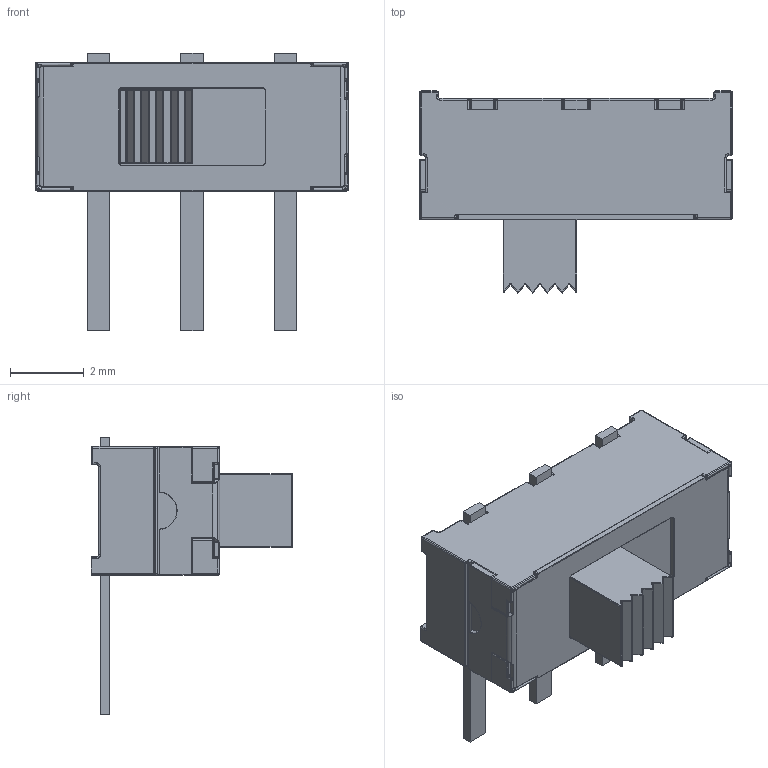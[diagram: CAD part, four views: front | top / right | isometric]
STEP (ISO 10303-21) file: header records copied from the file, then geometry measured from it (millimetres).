
FILE_DESCRIPTION (( 'STEP AP214' ), '1' );
FILE_NAME ('MHSS1105.STEP', '2022-11-07T23:00:13', ( '' ), ( '' ), 'SwSTEP 2.0', 'SolidWorks 2018', '' );
FILE_SCHEMA (( 'AUTOMOTIVE_DESIGN' ));
Length unit declared in the file: millimetre
Products named in the file (1): MHSS1105
Bounding box: 8.5 x 5.49 x 7.55 mm (x, y, z)
Volume: 106.4 mm3; surface area: 190.2 mm2
Topology: 1 solids, 1 shells, 1072 faces, 2648 edges, 1574 vertices
Faces by surface type: cylinder 530, sphere 232, plane 194, torus 93, bspline 23
Entity records: 35497 total; most frequent: CARTESIAN_POINT 6451, DIRECTION 6021, ORIENTED_EDGE 5278, EDGE_CURVE 2639, AXIS2_PLACEMENT_3D 2497, VERTEX_POINT 1574, CIRCLE 1447, EDGE_LOOP 1077
